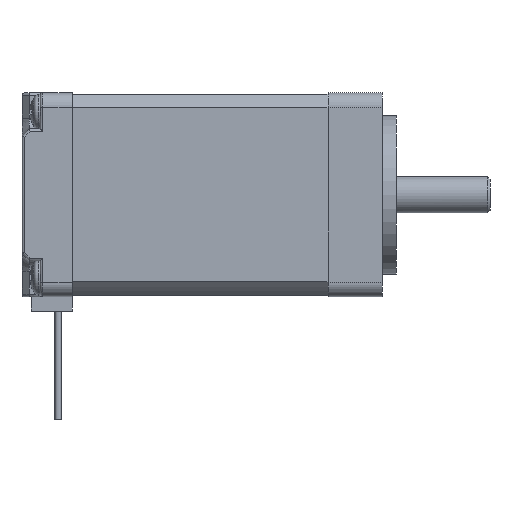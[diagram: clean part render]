
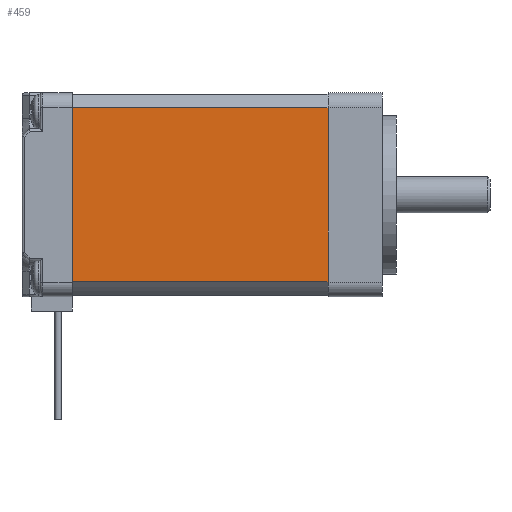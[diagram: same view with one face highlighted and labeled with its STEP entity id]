
A CAD part, left-side view. The second image highlights one B-rep face of the part: STEP entity #459.
In plain terms, the highlighted planar face has unit normal (-1, 0, 0).
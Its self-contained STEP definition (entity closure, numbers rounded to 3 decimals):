
#459 = ADVANCED_FACE( '', ( #957 ), #958, .T. );
#957 = FACE_OUTER_BOUND( '', #1531, .T. );
#958 = PLANE( '', #1532 );
#1531 = EDGE_LOOP( '', ( #2474, #2475, #2476, #2477 ) );
#1532 = AXIS2_PLACEMENT_3D( '', #2478, #2479, #2480 );
#2474 = ORIENTED_EDGE( '', *, *, #3508, .F. );
#2475 = ORIENTED_EDGE( '', *, *, #3509, .F. );
#2476 = ORIENTED_EDGE( '', *, *, #3510, .T. );
#2477 = ORIENTED_EDGE( '', *, *, #3467, .T. );
#2478 = CARTESIAN_POINT( '', ( -14., -41.571, -12.093 ) );
#2479 = DIRECTION( '', ( -1., 0., 0. ) );
#2480 = DIRECTION( '', ( 0., 0., 1. ) );
#3467 = EDGE_CURVE( '', #4152, #4150, #4153, .T. );
#3508 = EDGE_CURVE( '', #4212, #4150, #4213, .T. );
#3509 = EDGE_CURVE( '', #4214, #4212, #4215, .T. );
#3510 = EDGE_CURVE( '', #4214, #4152, #4216, .T. );
#4150 = VERTEX_POINT( '', #5036 );
#4152 = VERTEX_POINT( '', #5038 );
#4153 = LINE( '', #5039, #5040 );
#4212 = VERTEX_POINT( '', #5109 );
#4213 = LINE( '', #5110, #5111 );
#4214 = VERTEX_POINT( '', #5112 );
#4215 = LINE( '', #5113, #5114 );
#4216 = LINE( '', #5115, #5116 );
#5036 = CARTESIAN_POINT( '', ( -14., -6.071, 12.093 ) );
#5038 = CARTESIAN_POINT( '', ( -14., -41.571, 12.093 ) );
#5039 = CARTESIAN_POINT( '', ( -14., -41.571, 12.093 ) );
#5040 = VECTOR( '', #5849, 1000. );
#5109 = CARTESIAN_POINT( '', ( -14., -6.071, -12.093 ) );
#5110 = CARTESIAN_POINT( '', ( -14., -6.071, -12.093 ) );
#5111 = VECTOR( '', #5908, 1000. );
#5112 = CARTESIAN_POINT( '', ( -14., -41.571, -12.093 ) );
#5113 = CARTESIAN_POINT( '', ( -14., -41.571, -12.093 ) );
#5114 = VECTOR( '', #5909, 1000. );
#5115 = CARTESIAN_POINT( '', ( -14., -41.571, -12.093 ) );
#5116 = VECTOR( '', #5910, 1000. );
#5849 = DIRECTION( '', ( 0., 1., 0. ) );
#5908 = DIRECTION( '', ( 0., 0., 1. ) );
#5909 = DIRECTION( '', ( 0., 1., 0. ) );
#5910 = DIRECTION( '', ( 0., 0., 1. ) );
